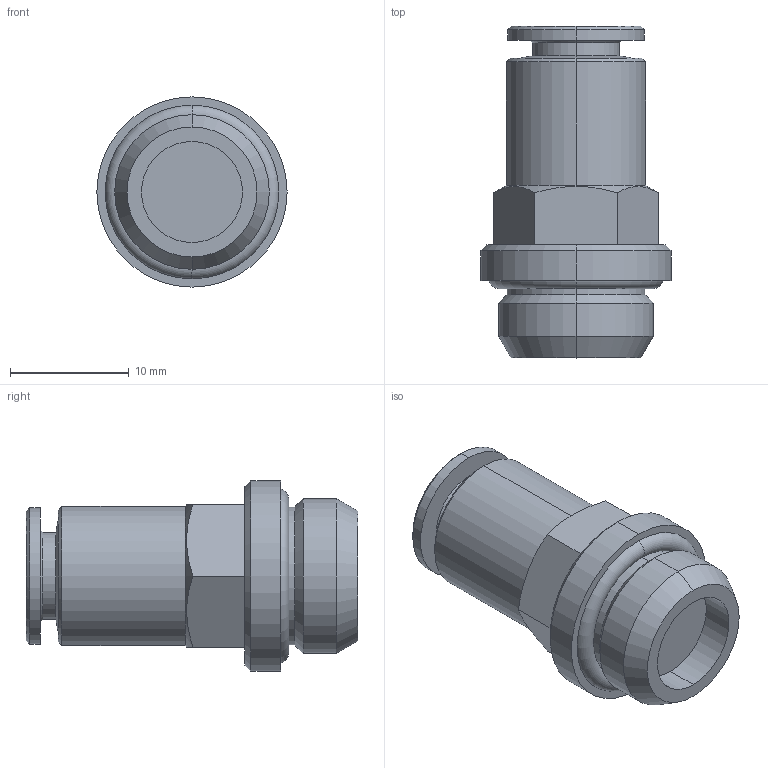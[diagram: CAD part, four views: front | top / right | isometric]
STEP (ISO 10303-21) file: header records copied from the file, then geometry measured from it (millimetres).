
FILE_DESCRIPTION (( 'STEP AP203' ), '1' );
FILE_NAME ('04450032.STEP', '2011-05-25T08:15:25', ( '' ), ( 'sopra-pneumatic' ), 'SwSTEP 2.0', 'SolidWorks 2009', '' );
FILE_SCHEMA (( 'CONFIG_CONTROL_DESIGN' ));
Length unit declared in the file: millimetre
Products named in the file (1): 04450032
Bounding box: 16 x 27.9 x 16 mm (x, y, z)
Volume: 2676.9 mm3; surface area: 1996.1 mm2
Topology: 1 solids, 1 shells, 50 faces, 106 edges, 64 vertices
Faces by surface type: cone 18, cylinder 16, plane 14, torus 2
Entity records: 1459 total; most frequent: CARTESIAN_POINT 277, DIRECTION 252, ORIENTED_EDGE 212, EDGE_CURVE 106, AXIS2_PLACEMENT_3D 103, VERTEX_POINT 64, EDGE_LOOP 56, CIRCLE 52
